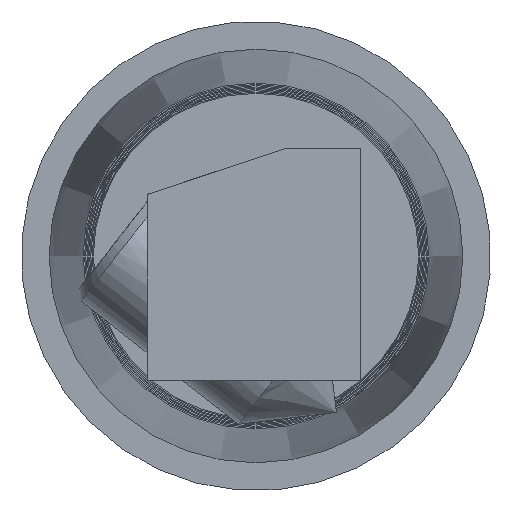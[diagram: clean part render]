
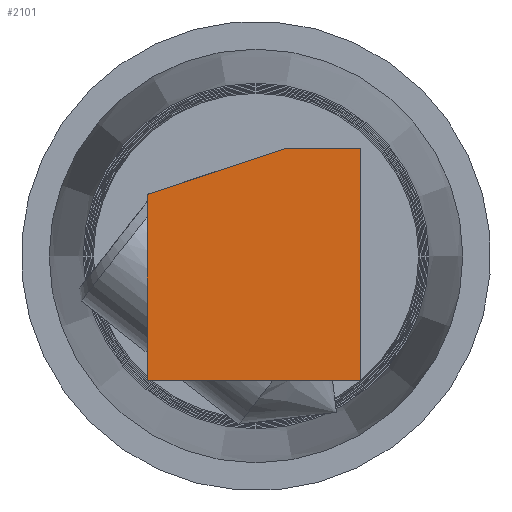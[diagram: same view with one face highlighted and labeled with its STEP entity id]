
A CAD part, left-side view. The second image highlights one B-rep face of the part: STEP entity #2101.
In plain terms, the highlighted planar face has unit normal (-1, 0, 0).
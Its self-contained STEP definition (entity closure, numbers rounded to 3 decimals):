
#1825=CARTESIAN_POINT('',(0.0,0.0,-5.0));
#1826=VERTEX_POINT('',#1825);
#1833=CARTESIAN_POINT('',(0.0,4.6,-5.0));
#1834=VERTEX_POINT('',#1833);
#1835=CARTESIAN_POINT('',(0.0,4.6,-5.0));
#1836=DIRECTION('',(0.0,-1.0,0.0));
#1837=VECTOR('',#1836,4.6);
#1838=LINE('',#1835,#1837);
#1839=EDGE_CURVE('',#1834,#1826,#1838,.T.);
#1909=CARTESIAN_POINT('',(0.,4.6,-1.0));
#1910=VERTEX_POINT('',#1909);
#1911=CARTESIAN_POINT('',(0.,4.6,-1.0));
#1912=DIRECTION('',(0.0,0.0,-1.0));
#1913=VECTOR('',#1912,4.0);
#1914=LINE('',#1911,#1913);
#1915=EDGE_CURVE('',#1910,#1834,#1914,.T.);
#2018=CARTESIAN_POINT('',(0.,1.6,0.0));
#2019=VERTEX_POINT('',#2018);
#2020=CARTESIAN_POINT('',(0.,1.6,0.0));
#2021=DIRECTION('',(0.0,0.949,-0.316));
#2022=VECTOR('',#2021,3.162);
#2023=LINE('',#2020,#2022);
#2024=EDGE_CURVE('',#2019,#1910,#2023,.T.);
#2077=CARTESIAN_POINT('',(0.0,4.6,0.0));
#2078=DIRECTION('',(-1.0,0.0,0.0));
#2079=DIRECTION('',(0.0,0.0,1.0));
#2080=AXIS2_PLACEMENT_3D('',#2077,#2078,#2079);
#2081=PLANE('',#2080);
#2082=ORIENTED_EDGE('',*,*,#2024,.T.);
#2083=ORIENTED_EDGE('',*,*,#1915,.T.);
#2084=ORIENTED_EDGE('',*,*,#1839,.T.);
#2085=CARTESIAN_POINT('',(0.0,0.0,0.0));
#2086=VERTEX_POINT('',#2085);
#2087=CARTESIAN_POINT('',(0.0,0.0,0.0));
#2088=DIRECTION('',(0.0,0.0,-1.0));
#2089=VECTOR('',#2088,5.0);
#2090=LINE('',#2087,#2089);
#2091=EDGE_CURVE('',#2086,#1826,#2090,.T.);
#2092=ORIENTED_EDGE('',*,*,#2091,.F.);
#2093=CARTESIAN_POINT('',(0.,1.6,0.0));
#2094=DIRECTION('',(0.0,-1.0,0.0));
#2095=VECTOR('',#2094,1.6);
#2096=LINE('',#2093,#2095);
#2097=EDGE_CURVE('',#2019,#2086,#2096,.T.);
#2098=ORIENTED_EDGE('',*,*,#2097,.F.);
#2099=EDGE_LOOP('',(#2082,#2083,#2084,#2092,#2098));
#2100=FACE_OUTER_BOUND('',#2099,.T.);
#2101=ADVANCED_FACE('',(#2100),#2081,.T.);
